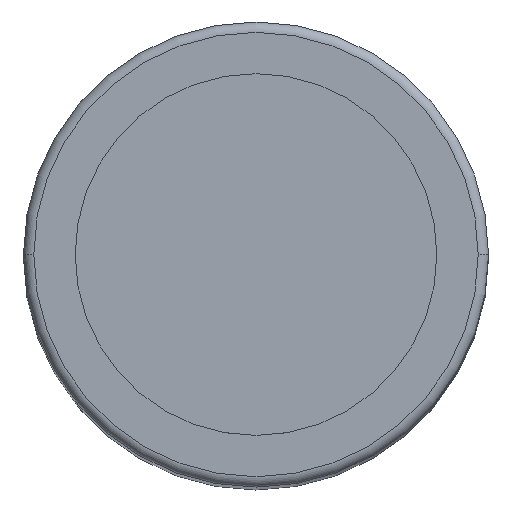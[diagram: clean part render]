
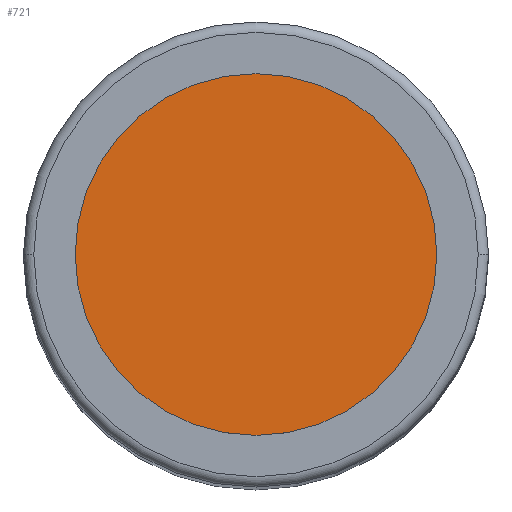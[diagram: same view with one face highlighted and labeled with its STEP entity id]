
A CAD part, top view. The second image highlights one B-rep face of the part: STEP entity #721.
In plain terms, the highlighted planar face has unit normal (0, 0, 1).
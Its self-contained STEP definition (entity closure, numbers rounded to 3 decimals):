
#114 = EDGE_CURVE ( 'NONE', #1751, #1367, #439, .T. ) ;
#136 = CARTESIAN_POINT ( 'NONE',  ( 0., 0., 65.28 ) ) ;
#350 = EDGE_CURVE ( 'NONE', #1367, #1751, #945, .T. ) ;
#403 = DIRECTION ( 'NONE',  ( 1., 0., 0. ) ) ;
#439 = CIRCLE ( 'NONE', #1740, 7. ) ;
#502 = ORIENTED_EDGE ( 'NONE', *, *, #350, .T. ) ;
#513 = CARTESIAN_POINT ( 'NONE',  ( -7., 0., 65.28 ) ) ;
#552 = DIRECTION ( 'NONE',  ( 0., 0., 1. ) ) ;
#690 = CARTESIAN_POINT ( 'NONE',  ( 0., 0., 65.28 ) ) ;
#721 = ADVANCED_FACE ( 'NONE', ( #1249 ), #973, .T. ) ;
#945 = CIRCLE ( 'NONE', #1556, 7. ) ;
#957 = DIRECTION ( 'NONE',  ( 0., 0., 1. ) ) ;
#973 = PLANE ( 'NONE',  #1805 ) ;
#1022 = CARTESIAN_POINT ( 'NONE',  ( 7., 0., 65.28 ) ) ;
#1068 = ORIENTED_EDGE ( 'NONE', *, *, #114, .T. ) ;
#1096 = CARTESIAN_POINT ( 'NONE',  ( 0., 0., 65.28 ) ) ;
#1249 = FACE_OUTER_BOUND ( 'NONE', #1349, .T. ) ;
#1258 = DIRECTION ( 'NONE',  ( 1., 0., 0. ) ) ;
#1349 = EDGE_LOOP ( 'NONE', ( #502, #1068 ) ) ;
#1367 = VERTEX_POINT ( 'NONE', #1022 ) ;
#1518 = DIRECTION ( 'NONE',  ( 1., 0., 0. ) ) ;
#1556 = AXIS2_PLACEMENT_3D ( 'NONE', #136, #552, #1258 ) ;
#1660 = DIRECTION ( 'NONE',  ( 0., 0., 1. ) ) ;
#1740 = AXIS2_PLACEMENT_3D ( 'NONE', #690, #1660, #403 ) ;
#1751 = VERTEX_POINT ( 'NONE', #513 ) ;
#1805 = AXIS2_PLACEMENT_3D ( 'NONE', #1096, #957, #1518 ) ;
